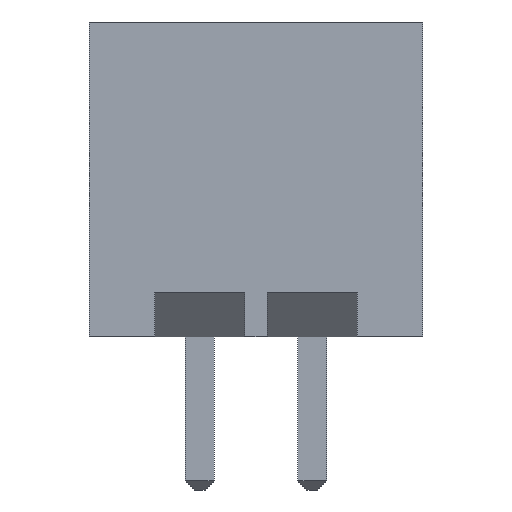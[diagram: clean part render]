
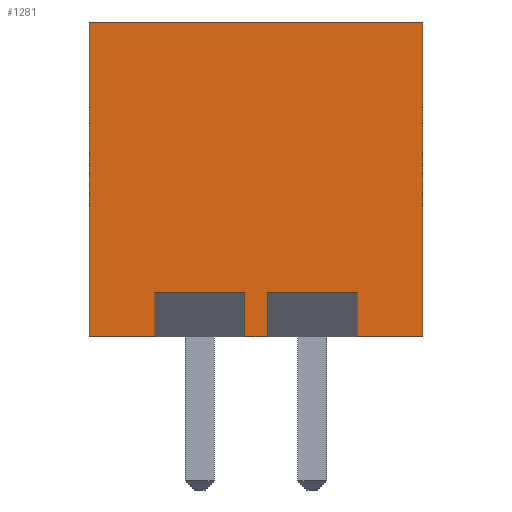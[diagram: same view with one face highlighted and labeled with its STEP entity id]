
A CAD part, front view. The second image highlights one B-rep face of the part: STEP entity #1281.
In plain terms, the highlighted planar face has unit normal (0, -1, 0).
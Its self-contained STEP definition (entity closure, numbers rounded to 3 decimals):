
#13 = VERTEX_POINT ( 'NONE', #1222 ) ;
#74 = CARTESIAN_POINT ( 'NONE',  ( -3.7, -3.4, 0. ) ) ;
#88 = VERTEX_POINT ( 'NONE', #846 ) ;
#101 = EDGE_CURVE ( 'NONE', #2890, #587, #2613, .T. ) ;
#103 = CARTESIAN_POINT ( 'NONE',  ( -3.7, -3.4, 7. ) ) ;
#104 = LINE ( 'NONE', #1485, #2035 ) ;
#145 = LINE ( 'NONE', #1894, #1373 ) ;
#159 = DIRECTION ( 'NONE',  ( 1., 0., 0. ) ) ;
#180 = EDGE_CURVE ( 'NONE', #13, #2422, #2669, .T. ) ;
#213 = ORIENTED_EDGE ( 'NONE', *, *, #930, .T. ) ;
#267 = CARTESIAN_POINT ( 'NONE',  ( -3.7, -3.4, 0. ) ) ;
#294 = VERTEX_POINT ( 'NONE', #2086 ) ;
#369 = ORIENTED_EDGE ( 'NONE', *, *, #180, .T. ) ;
#370 = EDGE_CURVE ( 'NONE', #468, #2713, #145, .T. ) ;
#388 = LINE ( 'NONE', #2381, #1445 ) ;
#403 = LINE ( 'NONE', #2188, #1525 ) ;
#429 = VERTEX_POINT ( 'NONE', #561 ) ;
#468 = VERTEX_POINT ( 'NONE', #608 ) ;
#480 = CARTESIAN_POINT ( 'NONE',  ( 0., -3.4, 0. ) ) ;
#502 = CARTESIAN_POINT ( 'NONE',  ( 3.7, -3.4, 0. ) ) ;
#504 = VERTEX_POINT ( 'NONE', #860 ) ;
#506 = LINE ( 'NONE', #2478, #2676 ) ;
#516 = ORIENTED_EDGE ( 'NONE', *, *, #1775, .T. ) ;
#519 = DIRECTION ( 'NONE',  ( 0., 0., 1. ) ) ;
#546 = EDGE_CURVE ( 'NONE', #2492, #468, #506, .T. ) ;
#561 = CARTESIAN_POINT ( 'NONE',  ( 3.7, -3.4, 7. ) ) ;
#587 = VERTEX_POINT ( 'NONE', #762 ) ;
#608 = CARTESIAN_POINT ( 'NONE',  ( 0.25, -3.4, 1. ) ) ;
#611 = CARTESIAN_POINT ( 'NONE',  ( -2.25, -3.4, 1. ) ) ;
#704 = DIRECTION ( 'NONE',  ( 0., -1., 0. ) ) ;
#712 = LINE ( 'NONE', #502, #1097 ) ;
#755 = EDGE_CURVE ( 'NONE', #294, #1691, #403, .T. ) ;
#762 = CARTESIAN_POINT ( 'NONE',  ( -2.25, -3.4, 1. ) ) ;
#765 = VECTOR ( 'NONE', #1299, 1000. ) ;
#817 = DIRECTION ( 'NONE',  ( 0., 0., 1. ) ) ;
#827 = DIRECTION ( 'NONE',  ( 1., 0., 0. ) ) ;
#846 = CARTESIAN_POINT ( 'NONE',  ( -3.7, -3.4, 7. ) ) ;
#860 = CARTESIAN_POINT ( 'NONE',  ( -3.7, -3.4, 0. ) ) ;
#930 = EDGE_CURVE ( 'NONE', #1691, #2492, #1074, .T. ) ;
#941 = ORIENTED_EDGE ( 'NONE', *, *, #991, .T. ) ;
#991 = EDGE_CURVE ( 'NONE', #2422, #429, #712, .T. ) ;
#1038 = VECTOR ( 'NONE', #817, 1000. ) ;
#1074 = LINE ( 'NONE', #2658, #1184 ) ;
#1097 = VECTOR ( 'NONE', #1132, 1000. ) ;
#1132 = DIRECTION ( 'NONE',  ( 0., 0., 1. ) ) ;
#1172 = EDGE_CURVE ( 'NONE', #429, #88, #1937, .T. ) ;
#1184 = VECTOR ( 'NONE', #2629, 1000. ) ;
#1222 = CARTESIAN_POINT ( 'NONE',  ( 2.25, -3.4, 0. ) ) ;
#1281 = ADVANCED_FACE ( 'NONE', ( #2095 ), #2710, .T. ) ;
#1299 = DIRECTION ( 'NONE',  ( -1., 0., 0. ) ) ;
#1348 = ORIENTED_EDGE ( 'NONE', *, *, #1842, .T. ) ;
#1373 = VECTOR ( 'NONE', #159, 1000. ) ;
#1375 = DIRECTION ( 'NONE',  ( 1., 0., 0. ) ) ;
#1396 = CARTESIAN_POINT ( 'NONE',  ( -0.25, -3.4, 0. ) ) ;
#1413 = EDGE_LOOP ( 'NONE', ( #2636, #2106, #1740, #213, #1838, #2858, #1348, #369, #941, #1702, #2316, #516 ) ) ;
#1442 = LINE ( 'NONE', #2324, #2731 ) ;
#1445 = VECTOR ( 'NONE', #827, 1000. ) ;
#1485 = CARTESIAN_POINT ( 'NONE',  ( 0., -3.4, 0. ) ) ;
#1496 = CARTESIAN_POINT ( 'NONE',  ( 3.7, -3.4, 0. ) ) ;
#1525 = VECTOR ( 'NONE', #1965, 1000. ) ;
#1539 = CARTESIAN_POINT ( 'NONE',  ( -2.25, -3.4, 0. ) ) ;
#1613 = DIRECTION ( 'NONE',  ( 1., 0., 0. ) ) ;
#1632 = CARTESIAN_POINT ( 'NONE',  ( 2.25, -3.4, 1. ) ) ;
#1691 = VERTEX_POINT ( 'NONE', #1396 ) ;
#1702 = ORIENTED_EDGE ( 'NONE', *, *, #1172, .T. ) ;
#1720 = DIRECTION ( 'NONE',  ( 1., 0., 0. ) ) ;
#1721 = EDGE_CURVE ( 'NONE', #88, #504, #1820, .T. ) ;
#1740 = ORIENTED_EDGE ( 'NONE', *, *, #755, .T. ) ;
#1775 = EDGE_CURVE ( 'NONE', #504, #2890, #104, .T. ) ;
#1820 = LINE ( 'NONE', #267, #1988 ) ;
#1838 = ORIENTED_EDGE ( 'NONE', *, *, #546, .T. ) ;
#1842 = EDGE_CURVE ( 'NONE', #2713, #13, #1442, .T. ) ;
#1894 = CARTESIAN_POINT ( 'NONE',  ( -3.7, -3.4, 1. ) ) ;
#1937 = LINE ( 'NONE', #103, #765 ) ;
#1965 = DIRECTION ( 'NONE',  ( 0., 0., -1. ) ) ;
#1970 = CARTESIAN_POINT ( 'NONE',  ( 0.25, -3.4, 0. ) ) ;
#1988 = VECTOR ( 'NONE', #2275, 1000. ) ;
#2035 = VECTOR ( 'NONE', #1720, 1000. ) ;
#2086 = CARTESIAN_POINT ( 'NONE',  ( -0.25, -3.4, 1. ) ) ;
#2095 = FACE_OUTER_BOUND ( 'NONE', #1413, .T. ) ;
#2102 = DIRECTION ( 'NONE',  ( 0., 0., -1. ) ) ;
#2106 = ORIENTED_EDGE ( 'NONE', *, *, #2802, .T. ) ;
#2188 = CARTESIAN_POINT ( 'NONE',  ( -0.25, -3.4, 1. ) ) ;
#2275 = DIRECTION ( 'NONE',  ( 0., 0., -1. ) ) ;
#2316 = ORIENTED_EDGE ( 'NONE', *, *, #1721, .T. ) ;
#2324 = CARTESIAN_POINT ( 'NONE',  ( 2.25, -3.4, 1. ) ) ;
#2355 = AXIS2_PLACEMENT_3D ( 'NONE', #74, #704, #1613 ) ;
#2381 = CARTESIAN_POINT ( 'NONE',  ( -3.7, -3.4, 1. ) ) ;
#2422 = VERTEX_POINT ( 'NONE', #1496 ) ;
#2478 = CARTESIAN_POINT ( 'NONE',  ( 0.25, -3.4, 1. ) ) ;
#2492 = VERTEX_POINT ( 'NONE', #1970 ) ;
#2613 = LINE ( 'NONE', #611, #1038 ) ;
#2629 = DIRECTION ( 'NONE',  ( 1., 0., 0. ) ) ;
#2636 = ORIENTED_EDGE ( 'NONE', *, *, #101, .T. ) ;
#2658 = CARTESIAN_POINT ( 'NONE',  ( 0., -3.4, 0. ) ) ;
#2669 = LINE ( 'NONE', #480, #2716 ) ;
#2676 = VECTOR ( 'NONE', #519, 1000. ) ;
#2710 = PLANE ( 'NONE',  #2355 ) ;
#2713 = VERTEX_POINT ( 'NONE', #1632 ) ;
#2716 = VECTOR ( 'NONE', #1375, 1000. ) ;
#2731 = VECTOR ( 'NONE', #2102, 1000. ) ;
#2802 = EDGE_CURVE ( 'NONE', #587, #294, #388, .T. ) ;
#2858 = ORIENTED_EDGE ( 'NONE', *, *, #370, .T. ) ;
#2890 = VERTEX_POINT ( 'NONE', #1539 ) ;
